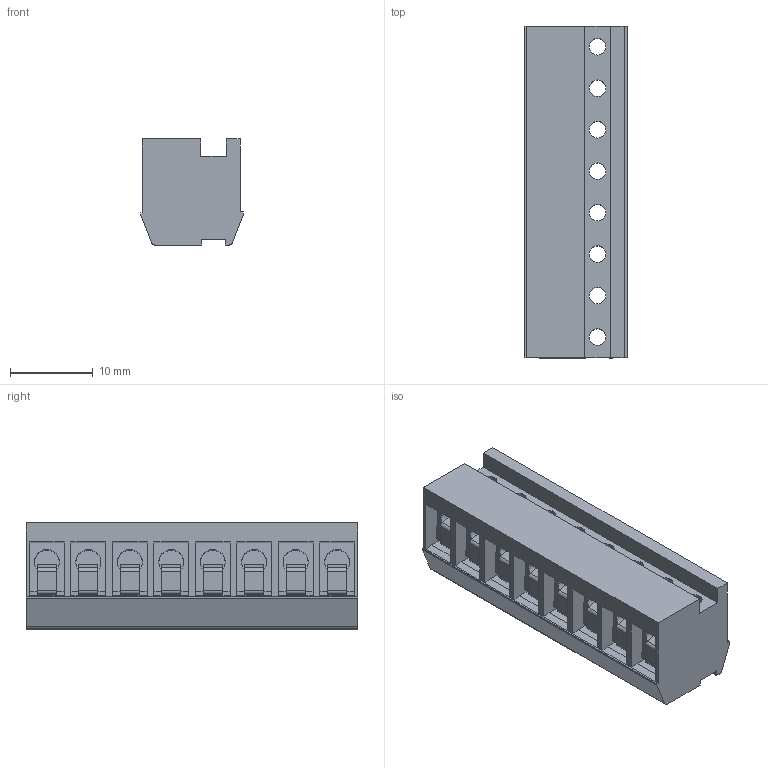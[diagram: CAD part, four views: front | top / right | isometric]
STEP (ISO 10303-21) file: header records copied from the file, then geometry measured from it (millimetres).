
FILE_DESCRIPTION((''),'2;1');
FILE_NAME('TL223T-XXP-XS','2024-12-09T09:30:25',('sheji'),(''),'CREO PARAMETRIC BY PTC INC, 2018100','CREO PARAMETRIC BY PTC INC, 2018100','');
FILE_SCHEMA(('CONFIG_CONTROL_DESIGN'));
Length unit declared in the file: millimetre
Products named in the file (1): TL223T-XXP-XS
Bounding box: 12.4 x 40 x 12.8 mm (x, y, z)
Volume: 4734.6 mm3; surface area: 3738.1 mm2
Topology: 1 solids, 1 shells, 294 faces, 908 edges, 600 vertices
Faces by surface type: plane 212, cylinder 82
Entity records: 10246 total; most frequent: CARTESIAN_POINT 1850, ORIENTED_EDGE 1816, DIRECTION 1692, EDGE_CURVE 908, VECTOR 680, LINE 680, VERTEX_POINT 600, AXIS2_PLACEMENT_3D 506
